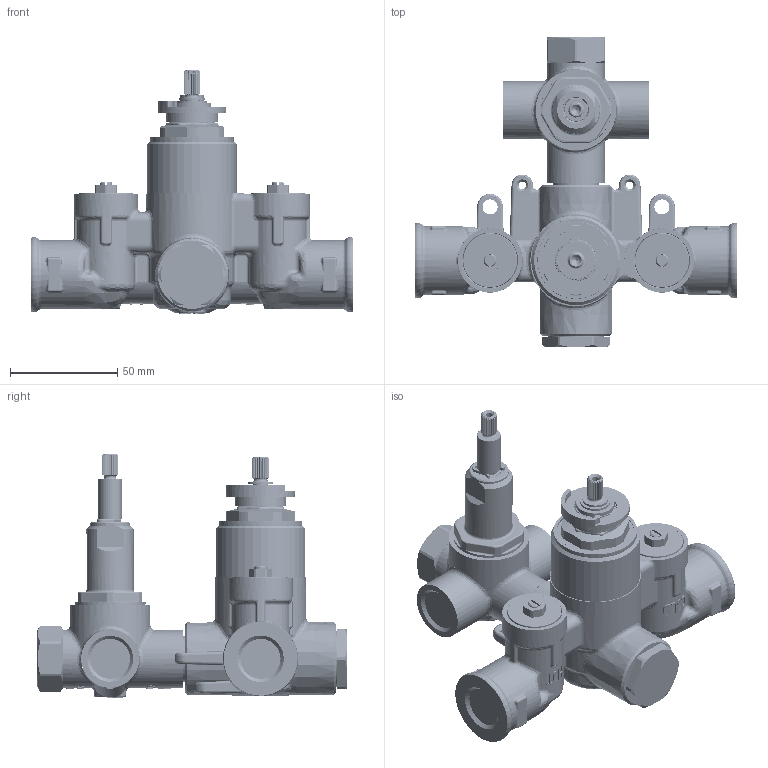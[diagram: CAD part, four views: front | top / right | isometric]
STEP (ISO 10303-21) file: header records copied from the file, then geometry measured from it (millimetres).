
FILE_DESCRIPTION(('CATIA V5 STEP Exchange','CAx-IF Rec.Pracs.--- Model Styling and Organization---1.5--- 2016-08-15','CAx-IF Rec.Pracs.---Supplemental Geometry---1.0---2011-11-01','CAx-IF Rec.Pracs.--- Composite Materials ---3.4---2017-06-13','CAx-IF Rec.Pracs.---Tessellated 3D Geometry---1.0---2015-12-17'),'2;1');
FILE_NAME('ZB018201.stp','2024-06-20T08:07:19+00:00',('none'),('none'),'CATIA Version 5-6 Release 2020 SP2','CATIA V5 STEP AP242 v2','none');
FILE_SCHEMA(('AP242_MANAGED_MODEL_BASED_3D_ENGINEERING_MIM_LF {1 0 10303 442 1 1 4}'));
Length unit declared in the file: millimetre
Products named in the file (1): ZB018201
Bounding box: 150 x 144.2 x 113.85 mm (x, y, z)
Volume: 104488.7 mm3; surface area: 83942.7 mm2
Topology: 5 solids, 1553 shells, 7325 faces, 24694 edges, 18876 vertices
Faces by surface type: bspline 4058, plane 1471, cylinder 1189, torus 439, cone 114, sphere 52, extrusion 2
Entity records: 400307 total; most frequent: CARTESIAN_POINT 232853, ORIENTED_EDGE 41398, EDGE_CURVE 24687, VERTEX_POINT 18876, B_SPLINE_CURVE_WITH_KNOTS 14963, DIRECTION 13187, EDGE_LOOP 8772, ADVANCED_FACE 7325
